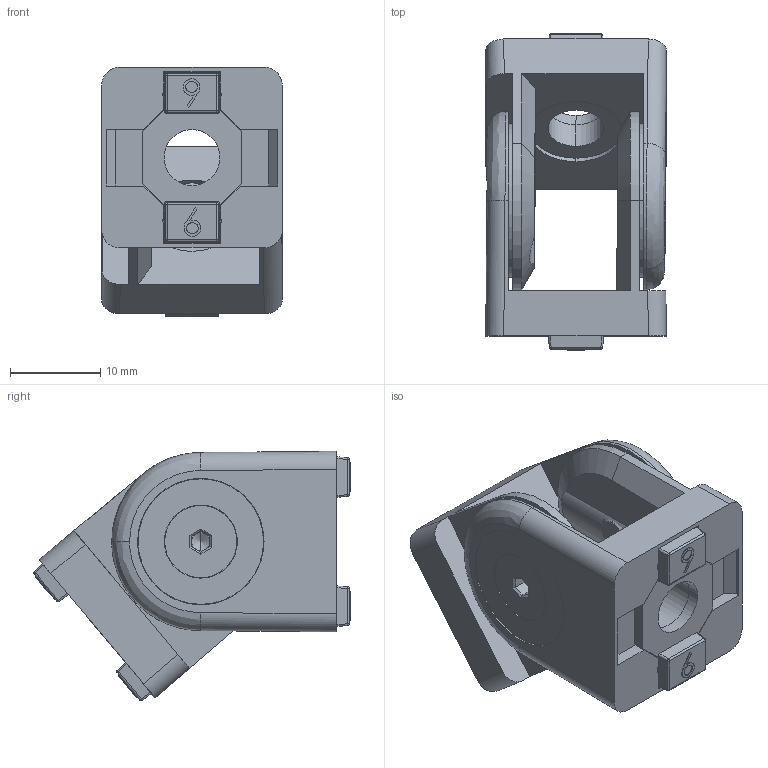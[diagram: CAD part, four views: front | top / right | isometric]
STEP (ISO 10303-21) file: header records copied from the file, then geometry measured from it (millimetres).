
FILE_DESCRIPTION (( 'STEP AP203' ), '1' );
FILE_NAME ('204500601_c_1.STEP', '2023-02-27T03:11:26', ( '' ), ( '' ), 'SwSTEP 2.0', 'SolidWorks 2014', '' );
FILE_SCHEMA (( 'CONFIG_CONTROL_DESIGN' ));
Length unit declared in the file: millimetre
Products named in the file (1): 204500601_c_1
Bounding box: 20 x 35.05 x 27.62 mm (x, y, z)
Volume: 6730.8 mm3; surface area: 7788.5 mm2
Topology: 10 solids, 10 shells, 510 faces, 1252 edges, 772 vertices
Faces by surface type: plane 248, cylinder 130, bspline 96, cone 36
Entity records: 19108 total; most frequent: CARTESIAN_POINT 7625, ORIENTED_EDGE 2480, DIRECTION 2204, EDGE_CURVE 1240, VERTEX_POINT 772, AXIS2_PLACEMENT_3D 760, VECTOR 684, LINE 684
